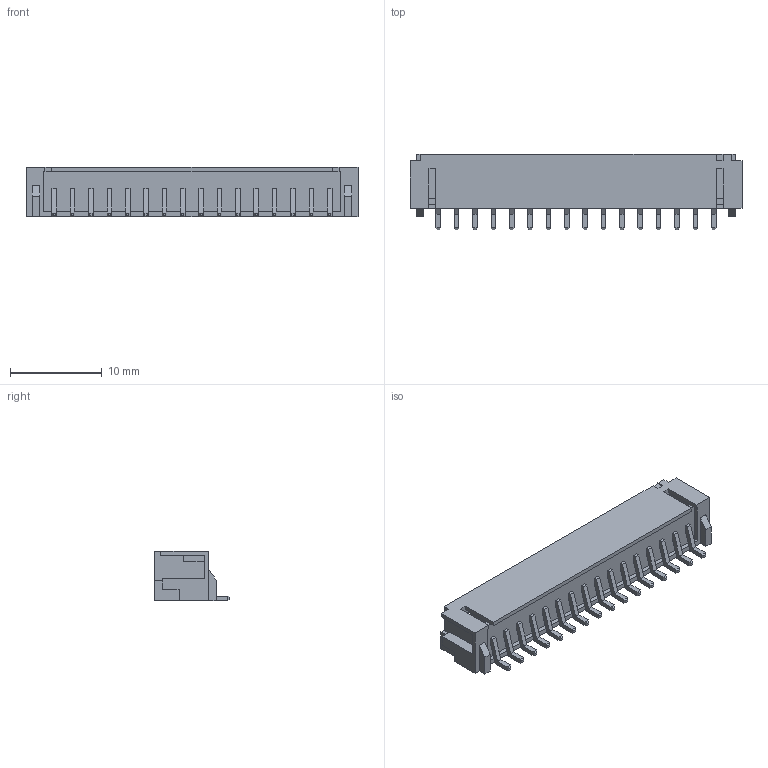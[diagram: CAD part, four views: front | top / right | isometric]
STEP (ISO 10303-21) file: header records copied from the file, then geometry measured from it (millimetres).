
FILE_DESCRIPTION(/* description */ ('Unknown'),/* implementation_level */ '2;1');
FILE_NAME(/* name */ 'JST - PH - SMD (R) - 16Pin - 2.00mm',/* time_stamp */ '2018-11-28T17:22:59-05:00',/* author */ ('Unknown'),/* organization */ ('Unknown'),/* preprocessor_version */ 'ST-DEVELOPER v16.7',/* originating_system */ 'DEX',/* authorisation */ $);
FILE_SCHEMA (('AUTOMOTIVE_DESIGN {1 0 10303 214 3 1 1}'));
Length unit declared in the file: millimetre
Products named in the file (1): JST - PH - SMD (R) - 16Pin - 2.00mm
Bounding box: 36.15 x 8.26 x 5.38 mm (x, y, z)
Volume: 406.3 mm3; surface area: 1619.7 mm2
Topology: 1 solids, 21 shells, 588 faces, 1415 edges, 898 vertices
Faces by surface type: plane 548, bspline 40
Entity records: 22016 total; most frequent: CARTESIAN_POINT 4902, ORIENTED_EDGE 2822, DIRECTION 2243, EDGE_CURVE 1411, LINE 1145, VECTOR 1145, VERTEX_POINT 898, EDGE_LOOP 637
